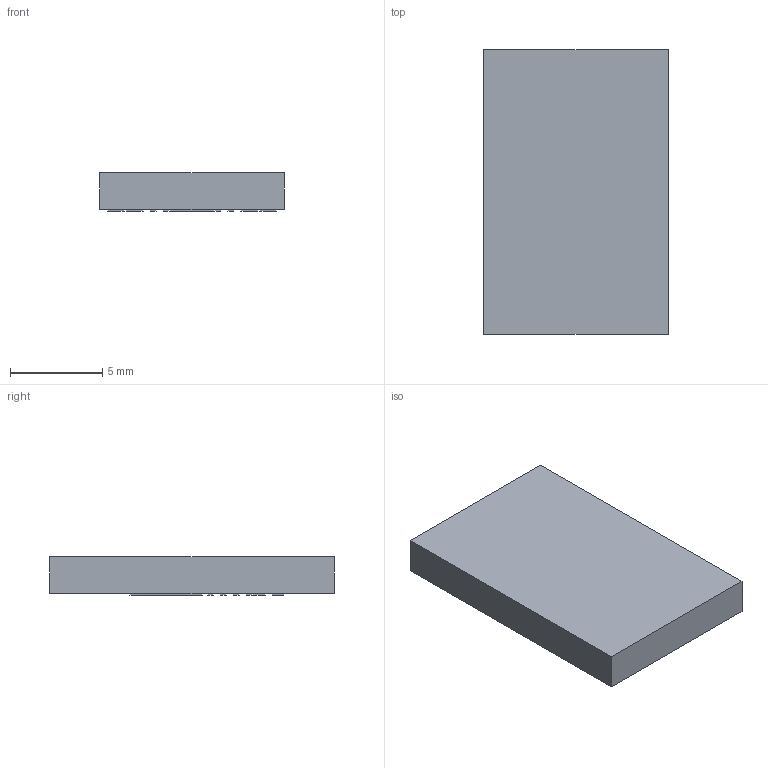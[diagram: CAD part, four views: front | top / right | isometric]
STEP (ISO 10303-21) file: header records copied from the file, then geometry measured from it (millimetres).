
FILE_DESCRIPTION(('FreeCAD Model'),'2;1');
FILE_NAME('1724553.1.3.stp','2020-04-10T15:52:51',( 'Author'),(''),'Open CASCADE STEP processor 6.9','FreeCAD','Unknown' );
FILE_SCHEMA(('AUTOMOTIVE_DESIGN { 1 0 10303 214 1 1 1 1 }'));
Length unit declared in the file: millimetre
Products named in the file (3): ASSEMBLY; Body; Pins
Assembly tree (2 placements, depth 2):
  ASSEMBLY
    Body
    Pins
Bounding box: 10 x 15.4 x 2.1 mm (x, y, z)
Volume: 310.2 mm3; surface area: 466.2 mm2
Topology: 64 solids, 64 shells, 384 faces, 768 edges, 512 vertices
Faces by surface type: plane 384
Entity records: 20216 total; most frequent: CARTESIAN_POINT 3203, DIRECTION 3078, LINE 2304, VECTOR 2304, ORIENTED_EDGE 1536, PCURVE 1536, DEFINITIONAL_REPRESENTATION 1536, EDGE_CURVE 768
